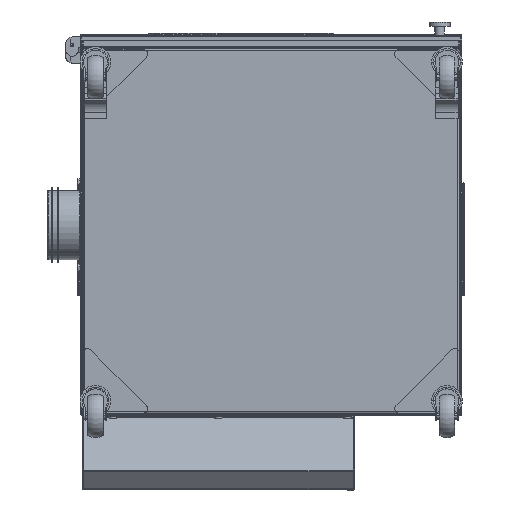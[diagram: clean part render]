
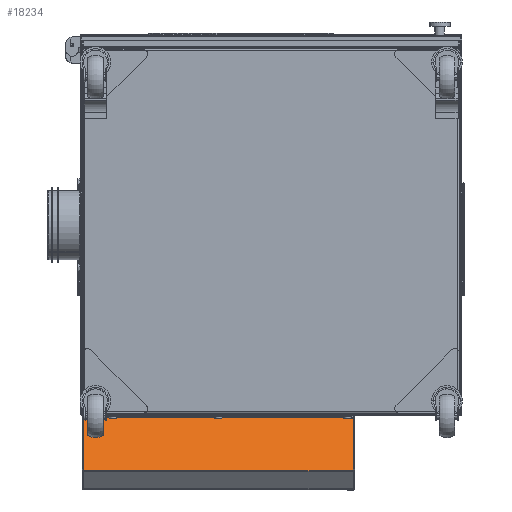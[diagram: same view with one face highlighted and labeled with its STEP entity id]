
A CAD part, front view. The second image highlights one B-rep face of the part: STEP entity #18234.
In plain terms, the highlighted face is planar.
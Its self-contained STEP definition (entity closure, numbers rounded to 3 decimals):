
#2552 = EDGE_LOOP ( 'NONE', ( #45261, #56765, #20027, #40764, #15399, #39175, #14547, #3644 ) ) ;
#2687 = CARTESIAN_POINT ( 'NONE',  ( 0., -47.884, -61.289 ) ) ;
#3045 = DIRECTION ( 'NONE',  ( 0., -0.616, -0.788 ) ) ;
#3644 = ORIENTED_EDGE ( 'NONE', *, *, #31033, .F. ) ;
#6117 = CARTESIAN_POINT ( 'NONE',  ( -135.5, 80.811, -161.836 ) ) ;
#6381 = CARTESIAN_POINT ( 'NONE',  ( 151.8, 0.192, -98.85 ) ) ;
#6404 = VECTOR ( 'NONE', #25734, 1000. ) ;
#6533 = CARTESIAN_POINT ( 'NONE',  ( -149.8, 79.234, -160.605 ) ) ;
#6840 = DIRECTION ( 'NONE',  ( 0., -0.788, 0.616 ) ) ;
#8112 = PLANE ( 'NONE',  #37442 ) ;
#8306 = CARTESIAN_POINT ( 'NONE',  ( 149.8, 79.234, -160.605 ) ) ;
#10316 = EDGE_CURVE ( 'NONE', #34083, #70989, #35589, .T. ) ;
#10423 = VERTEX_POINT ( 'NONE', #25341 ) ;
#12493 = AXIS2_PLACEMENT_3D ( 'NONE', #6533, #55480, #27880 ) ;
#13150 = CIRCLE ( 'NONE', #53679, 2. ) ;
#14547 = ORIENTED_EDGE ( 'NONE', *, *, #58869, .T. ) ;
#15242 = CARTESIAN_POINT ( 'NONE',  ( -151.8, 80.811, -161.836 ) ) ;
#15399 = ORIENTED_EDGE ( 'NONE', *, *, #70781, .T. ) ;
#18234 = ADVANCED_FACE ( 'NONE', ( #57784 ), #8112, .F. ) ;
#18516 = CARTESIAN_POINT ( 'NONE',  ( 135.5, 80.811, -161.836 ) ) ;
#19710 = DIRECTION ( 'NONE',  ( 0., 0.788, -0.616 ) ) ;
#19851 = EDGE_CURVE ( 'NONE', #50892, #57233, #13150, .T. ) ;
#19960 = CARTESIAN_POINT ( 'NONE',  ( 151.8, 80.811, -161.836 ) ) ;
#20027 = ORIENTED_EDGE ( 'NONE', *, *, #41176, .T. ) ;
#20849 = VECTOR ( 'NONE', #44900, 1000. ) ;
#24223 = CARTESIAN_POINT ( 'NONE',  ( -151.8, 0., -98.7 ) ) ;
#25302 = CARTESIAN_POINT ( 'NONE',  ( 151.8, 79.234, -160.605 ) ) ;
#25341 = CARTESIAN_POINT ( 'NONE',  ( -151.8, 0.192, -98.85 ) ) ;
#25734 = DIRECTION ( 'NONE',  ( 0., 0.788, -0.616 ) ) ;
#26085 = LINE ( 'NONE', #19960, #6404 ) ;
#26242 = LINE ( 'NONE', #71552, #53824 ) ;
#27880 = DIRECTION ( 'NONE',  ( 0., 0.788, -0.616 ) ) ;
#31033 = EDGE_CURVE ( 'NONE', #48557, #10423, #53514, .T. ) ;
#34083 = VERTEX_POINT ( 'NONE', #65632 ) ;
#35589 = CIRCLE ( 'NONE', #12493, 2. ) ;
#36136 = CARTESIAN_POINT ( 'NONE',  ( 149.8, 80.811, -161.836 ) ) ;
#36803 = DIRECTION ( 'NONE',  ( -1., 0., 0. ) ) ;
#37442 = AXIS2_PLACEMENT_3D ( 'NONE', #2687, #3045, #19710 ) ;
#39084 = LINE ( 'NONE', #6117, #20849 ) ;
#39175 = ORIENTED_EDGE ( 'NONE', *, *, #10316, .T. ) ;
#40563 = VERTEX_POINT ( 'NONE', #18516 ) ;
#40764 = ORIENTED_EDGE ( 'NONE', *, *, #49390, .F. ) ;
#40918 = DIRECTION ( 'NONE',  ( 0., 0.616, 0.788 ) ) ;
#41176 = EDGE_CURVE ( 'NONE', #57233, #40563, #26242, .T. ) ;
#43491 = CARTESIAN_POINT ( 'NONE',  ( -151.8, 79.234, -160.605 ) ) ;
#44900 = DIRECTION ( 'NONE',  ( 1., 0., 0. ) ) ;
#45261 = ORIENTED_EDGE ( 'NONE', *, *, #59909, .T. ) ;
#47752 = VERTEX_POINT ( 'NONE', #58728 ) ;
#47869 = LINE ( 'NONE', #15242, #65318 ) ;
#48557 = VERTEX_POINT ( 'NONE', #6381 ) ;
#48583 = DIRECTION ( 'NONE',  ( -1., 0., 0. ) ) ;
#49390 = EDGE_CURVE ( 'NONE', #47752, #40563, #39084, .T. ) ;
#50892 = VERTEX_POINT ( 'NONE', #25302 ) ;
#53261 = DIRECTION ( 'NONE',  ( 0., 0.788, -0.616 ) ) ;
#53514 = LINE ( 'NONE', #64402, #57113 ) ;
#53679 = AXIS2_PLACEMENT_3D ( 'NONE', #8306, #40918, #53261 ) ;
#53824 = VECTOR ( 'NONE', #65754, 1000. ) ;
#55480 = DIRECTION ( 'NONE',  ( 0., 0.616, 0.788 ) ) ;
#56765 = ORIENTED_EDGE ( 'NONE', *, *, #19851, .T. ) ;
#57113 = VECTOR ( 'NONE', #36803, 1000. ) ;
#57222 = LINE ( 'NONE', #24223, #61883 ) ;
#57233 = VERTEX_POINT ( 'NONE', #36136 ) ;
#57784 = FACE_OUTER_BOUND ( 'NONE', #2552, .T. ) ;
#58728 = CARTESIAN_POINT ( 'NONE',  ( -135.5, 80.811, -161.836 ) ) ;
#58869 = EDGE_CURVE ( 'NONE', #70989, #10423, #57222, .T. ) ;
#59909 = EDGE_CURVE ( 'NONE', #48557, #50892, #26085, .T. ) ;
#61883 = VECTOR ( 'NONE', #6840, 1000. ) ;
#64402 = CARTESIAN_POINT ( 'NONE',  ( 151.8, 0.192, -98.85 ) ) ;
#65318 = VECTOR ( 'NONE', #48583, 1000. ) ;
#65632 = CARTESIAN_POINT ( 'NONE',  ( -149.8, 80.811, -161.836 ) ) ;
#65754 = DIRECTION ( 'NONE',  ( -1., 0., 0. ) ) ;
#70781 = EDGE_CURVE ( 'NONE', #47752, #34083, #47869, .T. ) ;
#70989 = VERTEX_POINT ( 'NONE', #43491 ) ;
#71552 = CARTESIAN_POINT ( 'NONE',  ( -151.8, 80.811, -161.836 ) ) ;
